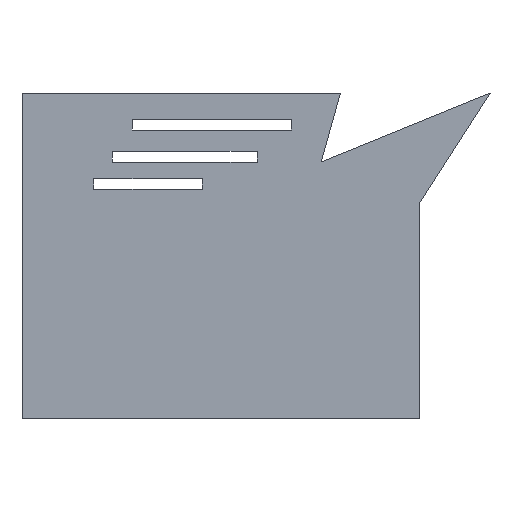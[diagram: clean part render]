
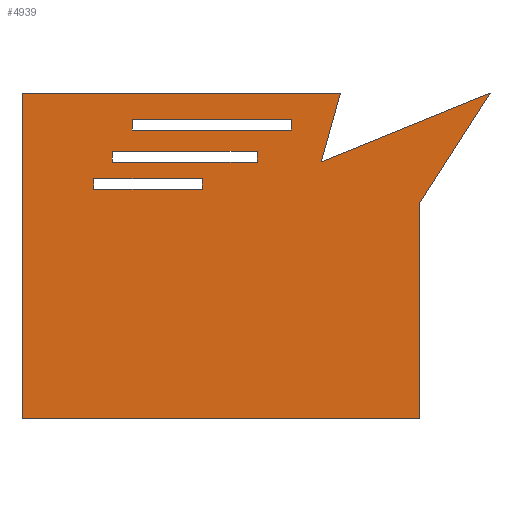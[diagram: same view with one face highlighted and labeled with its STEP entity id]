
A CAD part, left-side view. The second image highlights one B-rep face of the part: STEP entity #4939.
In plain terms, the highlighted face is planar.
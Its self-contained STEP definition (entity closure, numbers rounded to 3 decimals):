
#4611=CARTESIAN_POINT('Line Origine',(5.,-465.591,23.257)) ;
#4615=CARTESIAN_POINT('Vertex',(5.,-685.591,23.257)) ;
#4617=CARTESIAN_POINT('Vertex',(5.,-245.591,23.257)) ;
#4651=CARTESIAN_POINT('Line Origine',(5.,-258.728,-24.211)) ;
#4655=CARTESIAN_POINT('Vertex',(5.,-271.866,-71.679)) ;
#4682=CARTESIAN_POINT('Line Origine',(5.,-155.29,-24.211)) ;
#4686=CARTESIAN_POINT('Vertex',(5.,-38.713,23.257)) ;
#4713=CARTESIAN_POINT('Line Origine',(5.,-87.152,-52.266)) ;
#4717=CARTESIAN_POINT('Vertex',(5.,-135.591,-127.788)) ;
#4744=CARTESIAN_POINT('Line Origine',(5.,-135.591,-277.266)) ;
#4748=CARTESIAN_POINT('Vertex',(5.,-135.591,-426.743)) ;
#4775=CARTESIAN_POINT('Line Origine',(5.,-410.591,-426.743)) ;
#4779=CARTESIAN_POINT('Vertex',(5.,-685.591,-426.743)) ;
#4806=CARTESIAN_POINT('Line Origine',(5.,-685.591,-201.743)) ;
#4823=CARTESIAN_POINT('Axis2P3D Location',(5.,0.,0.)) ;
#4837=CARTESIAN_POINT('Line Origine',(5.,-511.331,-94.684)) ;
#4841=CARTESIAN_POINT('Vertex',(5.,-586.331,-94.684)) ;
#4843=CARTESIAN_POINT('Vertex',(5.,-436.331,-94.684)) ;
#4846=CARTESIAN_POINT('Line Origine',(5.,-436.331,-102.184)) ;
#4850=CARTESIAN_POINT('Vertex',(5.,-436.331,-109.684)) ;
#4853=CARTESIAN_POINT('Line Origine',(5.,-511.331,-109.684)) ;
#4857=CARTESIAN_POINT('Vertex',(5.,-586.331,-109.684)) ;
#4860=CARTESIAN_POINT('Line Origine',(5.,-586.331,-102.184)) ;
#4871=CARTESIAN_POINT('Line Origine',(5.,-460.593,-57.221)) ;
#4875=CARTESIAN_POINT('Vertex',(5.,-560.593,-57.221)) ;
#4877=CARTESIAN_POINT('Vertex',(5.,-360.593,-57.221)) ;
#4880=CARTESIAN_POINT('Line Origine',(5.,-360.593,-64.721)) ;
#4884=CARTESIAN_POINT('Vertex',(5.,-360.593,-72.221)) ;
#4887=CARTESIAN_POINT('Line Origine',(5.,-460.593,-72.221)) ;
#4891=CARTESIAN_POINT('Vertex',(5.,-560.593,-72.221)) ;
#4894=CARTESIAN_POINT('Line Origine',(5.,-560.593,-64.721)) ;
#4905=CARTESIAN_POINT('Line Origine',(5.,-423.326,-12.662)) ;
#4909=CARTESIAN_POINT('Vertex',(5.,-533.326,-12.662)) ;
#4911=CARTESIAN_POINT('Vertex',(5.,-313.326,-12.662)) ;
#4914=CARTESIAN_POINT('Line Origine',(5.,-313.326,-20.162)) ;
#4918=CARTESIAN_POINT('Vertex',(5.,-313.326,-27.662)) ;
#4921=CARTESIAN_POINT('Line Origine',(5.,-423.326,-27.662)) ;
#4925=CARTESIAN_POINT('Vertex',(5.,-533.326,-27.662)) ;
#4928=CARTESIAN_POINT('Line Origine',(5.,-533.326,-20.162)) ;
#4612=DIRECTION('Vector Direction',(0.,-1.,0.)) ;
#4652=DIRECTION('Vector Direction',(0.,0.267,0.964)) ;
#4683=DIRECTION('Vector Direction',(0.,-0.926,-0.377)) ;
#4714=DIRECTION('Vector Direction',(0.,0.54,0.842)) ;
#4745=DIRECTION('Vector Direction',(0.,0.,-1.)) ;
#4776=DIRECTION('Vector Direction',(0.,1.,0.)) ;
#4807=DIRECTION('Vector Direction',(0.,0.,-1.)) ;
#4824=DIRECTION('Axis2P3D Direction',(-1.,0.,0.)) ;
#4825=DIRECTION('Axis2P3D XDirection',(0.,-1.,0.)) ;
#4838=DIRECTION('Vector Direction',(0.,-1.,0.)) ;
#4847=DIRECTION('Vector Direction',(0.,0.,-1.)) ;
#4854=DIRECTION('Vector Direction',(0.,1.,0.)) ;
#4861=DIRECTION('Vector Direction',(0.,0.,1.)) ;
#4872=DIRECTION('Vector Direction',(0.,-1.,0.)) ;
#4881=DIRECTION('Vector Direction',(0.,0.,-1.)) ;
#4888=DIRECTION('Vector Direction',(0.,1.,0.)) ;
#4895=DIRECTION('Vector Direction',(0.,0.,1.)) ;
#4906=DIRECTION('Vector Direction',(0.,-1.,0.)) ;
#4915=DIRECTION('Vector Direction',(0.,0.,-1.)) ;
#4922=DIRECTION('Vector Direction',(0.,1.,0.)) ;
#4929=DIRECTION('Vector Direction',(0.,0.,1.)) ;
#4826=AXIS2_PLACEMENT_3D('Plane Axis2P3D',#4823,#4824,#4825) ;
#4829=ORIENTED_EDGE('',*,*,#4810,.F.) ;
#4830=ORIENTED_EDGE('',*,*,#4781,.F.) ;
#4831=ORIENTED_EDGE('',*,*,#4750,.F.) ;
#4832=ORIENTED_EDGE('',*,*,#4719,.F.) ;
#4833=ORIENTED_EDGE('',*,*,#4688,.F.) ;
#4834=ORIENTED_EDGE('',*,*,#4657,.F.) ;
#4835=ORIENTED_EDGE('',*,*,#4619,.F.) ;
#4866=ORIENTED_EDGE('',*,*,#4845,.T.) ;
#4867=ORIENTED_EDGE('',*,*,#4852,.T.) ;
#4868=ORIENTED_EDGE('',*,*,#4859,.T.) ;
#4869=ORIENTED_EDGE('',*,*,#4864,.T.) ;
#4900=ORIENTED_EDGE('',*,*,#4879,.T.) ;
#4901=ORIENTED_EDGE('',*,*,#4886,.T.) ;
#4902=ORIENTED_EDGE('',*,*,#4893,.T.) ;
#4903=ORIENTED_EDGE('',*,*,#4898,.T.) ;
#4934=ORIENTED_EDGE('',*,*,#4913,.T.) ;
#4935=ORIENTED_EDGE('',*,*,#4920,.T.) ;
#4936=ORIENTED_EDGE('',*,*,#4927,.T.) ;
#4937=ORIENTED_EDGE('',*,*,#4932,.T.) ;
#4870=FACE_BOUND('',#4865,.T.) ;
#4904=FACE_BOUND('',#4899,.T.) ;
#4938=FACE_BOUND('',#4933,.T.) ;
#4613=VECTOR('Line Direction',#4612,1.) ;
#4653=VECTOR('Line Direction',#4652,1.) ;
#4684=VECTOR('Line Direction',#4683,1.) ;
#4715=VECTOR('Line Direction',#4714,1.) ;
#4746=VECTOR('Line Direction',#4745,1.) ;
#4777=VECTOR('Line Direction',#4776,1.) ;
#4808=VECTOR('Line Direction',#4807,1.) ;
#4839=VECTOR('Line Direction',#4838,1.) ;
#4848=VECTOR('Line Direction',#4847,1.) ;
#4855=VECTOR('Line Direction',#4854,1.) ;
#4862=VECTOR('Line Direction',#4861,1.) ;
#4873=VECTOR('Line Direction',#4872,1.) ;
#4882=VECTOR('Line Direction',#4881,1.) ;
#4889=VECTOR('Line Direction',#4888,1.) ;
#4896=VECTOR('Line Direction',#4895,1.) ;
#4907=VECTOR('Line Direction',#4906,1.) ;
#4916=VECTOR('Line Direction',#4915,1.) ;
#4923=VECTOR('Line Direction',#4922,1.) ;
#4930=VECTOR('Line Direction',#4929,1.) ;
#4939=ADVANCED_FACE('',(#4836,#4870,#4904,#4938),#4827,.F.) ;
#4619=EDGE_CURVE('',#4616,#4618,#4614,.F.) ;
#4657=EDGE_CURVE('',#4618,#4656,#4654,.F.) ;
#4688=EDGE_CURVE('',#4656,#4687,#4685,.F.) ;
#4719=EDGE_CURVE('',#4687,#4718,#4716,.F.) ;
#4750=EDGE_CURVE('',#4718,#4749,#4747,.T.) ;
#4781=EDGE_CURVE('',#4749,#4780,#4778,.F.) ;
#4810=EDGE_CURVE('',#4780,#4616,#4809,.F.) ;
#4845=EDGE_CURVE('',#4842,#4844,#4840,.F.) ;
#4852=EDGE_CURVE('',#4844,#4851,#4849,.T.) ;
#4859=EDGE_CURVE('',#4851,#4858,#4856,.F.) ;
#4864=EDGE_CURVE('',#4858,#4842,#4863,.T.) ;
#4879=EDGE_CURVE('',#4876,#4878,#4874,.F.) ;
#4886=EDGE_CURVE('',#4878,#4885,#4883,.T.) ;
#4893=EDGE_CURVE('',#4885,#4892,#4890,.F.) ;
#4898=EDGE_CURVE('',#4892,#4876,#4897,.T.) ;
#4913=EDGE_CURVE('',#4910,#4912,#4908,.F.) ;
#4920=EDGE_CURVE('',#4912,#4919,#4917,.T.) ;
#4927=EDGE_CURVE('',#4919,#4926,#4924,.F.) ;
#4932=EDGE_CURVE('',#4926,#4910,#4931,.T.) ;
#4828=EDGE_LOOP('',(#4829,#4830,#4831,#4832,#4833,#4834,#4835)) ;
#4865=EDGE_LOOP('',(#4866,#4867,#4868,#4869)) ;
#4899=EDGE_LOOP('',(#4900,#4901,#4902,#4903)) ;
#4933=EDGE_LOOP('',(#4934,#4935,#4936,#4937)) ;
#4836=FACE_OUTER_BOUND('',#4828,.T.) ;
#4614=LINE('Line',#4611,#4613) ;
#4654=LINE('Line',#4651,#4653) ;
#4685=LINE('Line',#4682,#4684) ;
#4716=LINE('Line',#4713,#4715) ;
#4747=LINE('Line',#4744,#4746) ;
#4778=LINE('Line',#4775,#4777) ;
#4809=LINE('Line',#4806,#4808) ;
#4840=LINE('Line',#4837,#4839) ;
#4849=LINE('Line',#4846,#4848) ;
#4856=LINE('Line',#4853,#4855) ;
#4863=LINE('Line',#4860,#4862) ;
#4874=LINE('Line',#4871,#4873) ;
#4883=LINE('Line',#4880,#4882) ;
#4890=LINE('Line',#4887,#4889) ;
#4897=LINE('Line',#4894,#4896) ;
#4908=LINE('Line',#4905,#4907) ;
#4917=LINE('Line',#4914,#4916) ;
#4924=LINE('Line',#4921,#4923) ;
#4931=LINE('Line',#4928,#4930) ;
#4827=PLANE('Plane',#4826) ;
#4616=VERTEX_POINT('',#4615) ;
#4618=VERTEX_POINT('',#4617) ;
#4656=VERTEX_POINT('',#4655) ;
#4687=VERTEX_POINT('',#4686) ;
#4718=VERTEX_POINT('',#4717) ;
#4749=VERTEX_POINT('',#4748) ;
#4780=VERTEX_POINT('',#4779) ;
#4842=VERTEX_POINT('',#4841) ;
#4844=VERTEX_POINT('',#4843) ;
#4851=VERTEX_POINT('',#4850) ;
#4858=VERTEX_POINT('',#4857) ;
#4876=VERTEX_POINT('',#4875) ;
#4878=VERTEX_POINT('',#4877) ;
#4885=VERTEX_POINT('',#4884) ;
#4892=VERTEX_POINT('',#4891) ;
#4910=VERTEX_POINT('',#4909) ;
#4912=VERTEX_POINT('',#4911) ;
#4919=VERTEX_POINT('',#4918) ;
#4926=VERTEX_POINT('',#4925) ;
